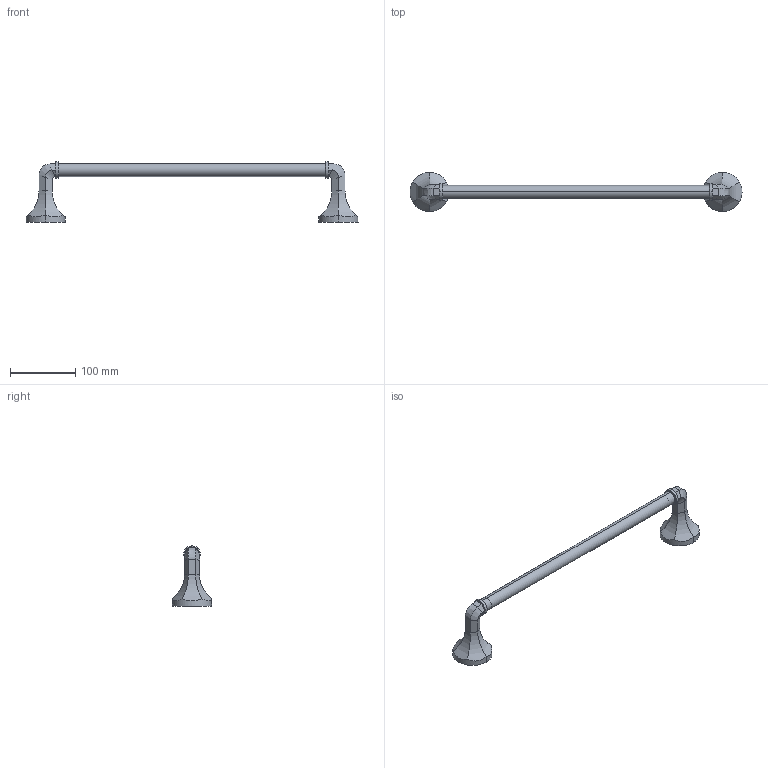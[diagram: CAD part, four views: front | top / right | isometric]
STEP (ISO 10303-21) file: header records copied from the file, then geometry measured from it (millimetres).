
FILE_DESCRIPTION (( 'STEP AP203' ), '1' );
FILE_NAME ('83045361-00.STEP', '2018-07-04T05:54:08', ( '' ), ( '' ), 'SwSTEP 2.0', 'SolidWorks 2017', '' );
FILE_SCHEMA (( 'CONFIG_CONTROL_DESIGN' ));
Length unit declared in the file: millimetre
Products named in the file (4): 83045361-00; Planungsmodell_Halter-+-08.17.36.508-01_-_K1; Planungsmodell_Stopfen-+-08.31.20.502.90-01; Planungsmodell_Rohr_gerade-+-28.568.780-10_ _K252_20x410
Assembly tree (5 placements, depth 2):
  83045361-00
    Planungsmodell_Halter-+-08.17.36.508-01_-_K1  x2
    Planungsmodell_Stopfen-+-08.31.20.502.90-01  x2
    Planungsmodell_Rohr_gerade-+-28.568.780-10_ _K252_20x410
Bounding box: 510 x 60 x 92.5 mm (x, y, z)
Volume: 294616.3 mm3; surface area: 56188.3 mm2
Topology: 5 solids, 5 shells, 82 faces, 162 edges, 92 vertices
Faces by surface type: plane 36, cylinder 26, bspline 12, torus 8
Entity records: 1786 total; most frequent: CARTESIAN_POINT 483, DIRECTION 178, ORIENTED_EDGE 168, EDGE_CURVE 84, AXIS2_PLACEMENT_3D 67, VERTEX_POINT 48, EDGE_LOOP 44, LINE 44
